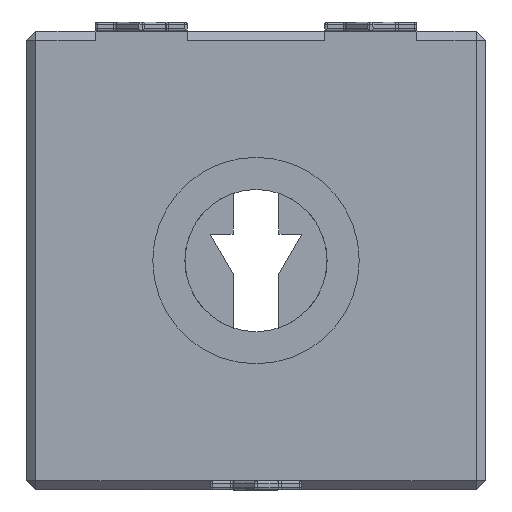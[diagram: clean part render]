
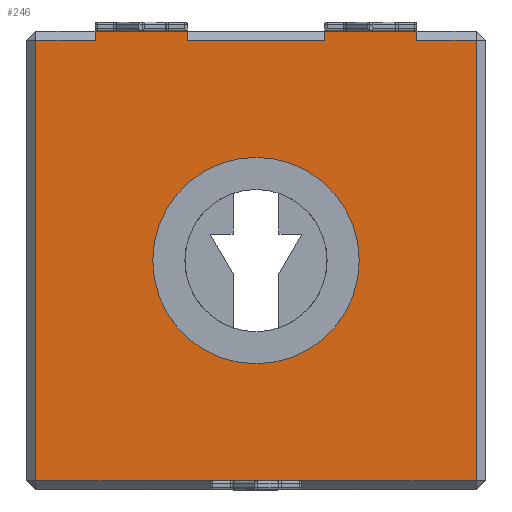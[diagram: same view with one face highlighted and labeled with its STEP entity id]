
A CAD part, front view. The second image highlights one B-rep face of the part: STEP entity #246.
In plain terms, the highlighted planar face has unit normal (0, -1, 0).
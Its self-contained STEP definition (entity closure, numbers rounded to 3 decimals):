
#21 = LINE ( 'NONE', #13635, #2750 ) ;
#36 = DIRECTION ( 'NONE',  ( -1., 0., 0. ) ) ;
#87 = DIRECTION ( 'NONE',  ( 0., 0., -1. ) ) ;
#205 = VECTOR ( 'NONE', #9447, 1000. ) ;
#246 = ADVANCED_FACE ( 'NONE', ( #11859, #3189 ), #10807, .T. ) ;
#570 = LINE ( 'NONE', #10121, #12013 ) ;
#665 = VERTEX_POINT ( 'NONE', #7224 ) ;
#793 = VERTEX_POINT ( 'NONE', #11838 ) ;
#838 = CARTESIAN_POINT ( 'NONE',  ( 1.5, -2., 4.8 ) ) ;
#954 = DIRECTION ( 'NONE',  ( 0., 1., 0. ) ) ;
#995 = VERTEX_POINT ( 'NONE', #2478 ) ;
#1274 = EDGE_CURVE ( 'NONE', #1714, #995, #9414, .T. ) ;
#1279 = VERTEX_POINT ( 'NONE', #3095 ) ;
#1291 = EDGE_CURVE ( 'NONE', #5015, #2282, #4140, .T. ) ;
#1392 = ORIENTED_EDGE ( 'NONE', *, *, #9740, .T. ) ;
#1434 = VECTOR ( 'NONE', #1517, 1000. ) ;
#1517 = DIRECTION ( 'NONE',  ( 1., 0., 0. ) ) ;
#1553 = CARTESIAN_POINT ( 'NONE',  ( 4.8, -2., -4.8 ) ) ;
#1585 = EDGE_CURVE ( 'NONE', #11219, #9767, #9999, .T. ) ;
#1604 = VERTEX_POINT ( 'NONE', #13375 ) ;
#1625 = EDGE_LOOP ( 'NONE', ( #6608, #2112, #2798, #7112, #6063, #12093, #4296, #5973, #8840, #8666, #10379, #3731, #5177, #9139, #1392, #8005 ) ) ;
#1714 = VERTEX_POINT ( 'NONE', #6617 ) ;
#1734 = CARTESIAN_POINT ( 'NONE',  ( -3.5, -2., 4.8 ) ) ;
#1798 = DIRECTION ( 'NONE',  ( 0., 0., -1. ) ) ;
#1810 = CARTESIAN_POINT ( 'NONE',  ( 0., -2., -2.25 ) ) ;
#1813 = EDGE_CURVE ( 'NONE', #7381, #5015, #570, .T. ) ;
#1884 = VECTOR ( 'NONE', #87, 1000. ) ;
#2112 = ORIENTED_EDGE ( 'NONE', *, *, #10321, .F. ) ;
#2198 = VERTEX_POINT ( 'NONE', #6660 ) ;
#2254 = DIRECTION ( 'NONE',  ( 0., 0., 1. ) ) ;
#2282 = VERTEX_POINT ( 'NONE', #3752 ) ;
#2387 = CARTESIAN_POINT ( 'NONE',  ( 0., -2., -4.8 ) ) ;
#2431 = EDGE_CURVE ( 'NONE', #7381, #9405, #10697, .T. ) ;
#2432 = LINE ( 'NONE', #6614, #1884 ) ;
#2478 = CARTESIAN_POINT ( 'NONE',  ( 3.5, -2., 4.8 ) ) ;
#2750 = VECTOR ( 'NONE', #4219, 1000. ) ;
#2798 = ORIENTED_EDGE ( 'NONE', *, *, #13451, .T. ) ;
#3029 = CARTESIAN_POINT ( 'NONE',  ( 0., -2., 4.8 ) ) ;
#3092 = VECTOR ( 'NONE', #8470, 1000. ) ;
#3095 = CARTESIAN_POINT ( 'NONE',  ( 0.95, -2., -4.8 ) ) ;
#3189 = FACE_OUTER_BOUND ( 'NONE', #1625, .T. ) ;
#3198 = EDGE_CURVE ( 'NONE', #1279, #9515, #21, .T. ) ;
#3263 = DIRECTION ( 'NONE',  ( 1., 0., 0. ) ) ;
#3538 = DIRECTION ( 'NONE',  ( 0., 0., 1. ) ) ;
#3659 = ORIENTED_EDGE ( 'NONE', *, *, #10290, .T. ) ;
#3731 = ORIENTED_EDGE ( 'NONE', *, *, #12080, .T. ) ;
#3752 = CARTESIAN_POINT ( 'NONE',  ( -4.8, -2., 4.8 ) ) ;
#3912 = DIRECTION ( 'NONE',  ( -1., 0., 0. ) ) ;
#3938 = LINE ( 'NONE', #5552, #5180 ) ;
#4064 = CARTESIAN_POINT ( 'NONE',  ( -4.8, -2., 0. ) ) ;
#4140 = LINE ( 'NONE', #11476, #10200 ) ;
#4219 = DIRECTION ( 'NONE',  ( 1., 0., 0. ) ) ;
#4243 = CARTESIAN_POINT ( 'NONE',  ( 1.5, -2., 5.2 ) ) ;
#4296 = ORIENTED_EDGE ( 'NONE', *, *, #13430, .T. ) ;
#4298 = CARTESIAN_POINT ( 'NONE',  ( 0., -2., 0. ) ) ;
#4463 = CARTESIAN_POINT ( 'NONE',  ( -3.5, -2., 5.05 ) ) ;
#4505 = CARTESIAN_POINT ( 'NONE',  ( 0., -2., 5. ) ) ;
#4518 = CARTESIAN_POINT ( 'NONE',  ( 4.8, -2., 0. ) ) ;
#5005 = DIRECTION ( 'NONE',  ( -1., 0., 0. ) ) ;
#5015 = VERTEX_POINT ( 'NONE', #1734 ) ;
#5177 = ORIENTED_EDGE ( 'NONE', *, *, #6867, .T. ) ;
#5180 = VECTOR ( 'NONE', #11323, 1000. ) ;
#5268 = VECTOR ( 'NONE', #12992, 1000. ) ;
#5283 = VERTEX_POINT ( 'NONE', #10087 ) ;
#5458 = DIRECTION ( 'NONE',  ( -1., 0., 0. ) ) ;
#5552 = CARTESIAN_POINT ( 'NONE',  ( 0., -2., 4.8 ) ) ;
#5658 = DIRECTION ( 'NONE',  ( 1., 0., 0. ) ) ;
#5973 = ORIENTED_EDGE ( 'NONE', *, *, #2431, .F. ) ;
#6063 = ORIENTED_EDGE ( 'NONE', *, *, #12835, .T. ) ;
#6534 = EDGE_LOOP ( 'NONE', ( #3659, #12487 ) ) ;
#6608 = ORIENTED_EDGE ( 'NONE', *, *, #12343, .F. ) ;
#6614 = CARTESIAN_POINT ( 'NONE',  ( 3.5, -2., 5.2 ) ) ;
#6617 = CARTESIAN_POINT ( 'NONE',  ( 4.8, -2., 4.8 ) ) ;
#6636 = CARTESIAN_POINT ( 'NONE',  ( 0., -2., 0. ) ) ;
#6655 = VERTEX_POINT ( 'NONE', #838 ) ;
#6660 = CARTESIAN_POINT ( 'NONE',  ( 1.5, -2., 5. ) ) ;
#6718 = VECTOR ( 'NONE', #3263, 1000. ) ;
#6867 = EDGE_CURVE ( 'NONE', #665, #1279, #13215, .T. ) ;
#7112 = ORIENTED_EDGE ( 'NONE', *, *, #7268, .T. ) ;
#7224 = CARTESIAN_POINT ( 'NONE',  ( -0.95, -2., -4.8 ) ) ;
#7268 = EDGE_CURVE ( 'NONE', #2198, #6655, #11671, .T. ) ;
#7381 = VERTEX_POINT ( 'NONE', #4463 ) ;
#7454 = LINE ( 'NONE', #4505, #12243 ) ;
#7624 = CARTESIAN_POINT ( 'NONE',  ( 3.45, -2., 5.05 ) ) ;
#7864 = CARTESIAN_POINT ( 'NONE',  ( 0., -2., -4.8 ) ) ;
#7925 = EDGE_CURVE ( 'NONE', #2282, #9581, #12550, .T. ) ;
#7971 = VECTOR ( 'NONE', #5005, 1000. ) ;
#7993 = VECTOR ( 'NONE', #1798, 1000. ) ;
#8005 = ORIENTED_EDGE ( 'NONE', *, *, #1274, .T. ) ;
#8265 = CARTESIAN_POINT ( 'NONE',  ( -4.8, -2., -4.8 ) ) ;
#8423 = AXIS2_PLACEMENT_3D ( 'NONE', #11609, #954, #2254 ) ;
#8438 = CARTESIAN_POINT ( 'NONE',  ( -1.5, -2., 5. ) ) ;
#8470 = DIRECTION ( 'NONE',  ( 0., 0., -1. ) ) ;
#8666 = ORIENTED_EDGE ( 'NONE', *, *, #1291, .T. ) ;
#8717 = AXIS2_PLACEMENT_3D ( 'NONE', #11943, #10772, #5458 ) ;
#8739 = DIRECTION ( 'NONE',  ( 0., 0., -1. ) ) ;
#8831 = DIRECTION ( 'NONE',  ( 0., -1., 0. ) ) ;
#8840 = ORIENTED_EDGE ( 'NONE', *, *, #1813, .T. ) ;
#9032 = CARTESIAN_POINT ( 'NONE',  ( -1.5, -2., 5.2 ) ) ;
#9117 = VECTOR ( 'NONE', #12616, 1000. ) ;
#9139 = ORIENTED_EDGE ( 'NONE', *, *, #3198, .T. ) ;
#9249 = LINE ( 'NONE', #10394, #205 ) ;
#9405 = VERTEX_POINT ( 'NONE', #10781 ) ;
#9414 = LINE ( 'NONE', #3029, #7971 ) ;
#9447 = DIRECTION ( 'NONE',  ( -1., 0., 0. ) ) ;
#9515 = VERTEX_POINT ( 'NONE', #1553 ) ;
#9581 = VERTEX_POINT ( 'NONE', #8265 ) ;
#9595 = CARTESIAN_POINT ( 'NONE',  ( -1.5, -2., 4.8 ) ) ;
#9740 = EDGE_CURVE ( 'NONE', #9515, #1714, #10882, .T. ) ;
#9767 = VERTEX_POINT ( 'NONE', #9595 ) ;
#9788 = EDGE_CURVE ( 'NONE', #11970, #5283, #13084, .T. ) ;
#9878 = DIRECTION ( 'NONE',  ( 0., 1., 0. ) ) ;
#9999 = LINE ( 'NONE', #9032, #7993 ) ;
#10087 = CARTESIAN_POINT ( 'NONE',  ( 0., -2., 2.25 ) ) ;
#10121 = CARTESIAN_POINT ( 'NONE',  ( -3.5, -2., 5.2 ) ) ;
#10200 = VECTOR ( 'NONE', #3912, 1000. ) ;
#10290 = EDGE_CURVE ( 'NONE', #5283, #11970, #10855, .T. ) ;
#10321 = EDGE_CURVE ( 'NONE', #1604, #793, #13288, .T. ) ;
#10379 = ORIENTED_EDGE ( 'NONE', *, *, #7925, .T. ) ;
#10394 = CARTESIAN_POINT ( 'NONE',  ( 0., -2., 5. ) ) ;
#10697 = CIRCLE ( 'NONE', #8717, 0.05 ) ;
#10772 = DIRECTION ( 'NONE',  ( 0., -1., 0. ) ) ;
#10781 = CARTESIAN_POINT ( 'NONE',  ( -3.45, -2., 5. ) ) ;
#10807 = PLANE ( 'NONE',  #12404 ) ;
#10855 = CIRCLE ( 'NONE', #8423, 2.25 ) ;
#10878 = LINE ( 'NONE', #2387, #6718 ) ;
#10882 = LINE ( 'NONE', #4518, #5268 ) ;
#11002 = DIRECTION ( 'NONE',  ( 0., 0., -1. ) ) ;
#11219 = VERTEX_POINT ( 'NONE', #8438 ) ;
#11323 = DIRECTION ( 'NONE',  ( -1., 0., 0. ) ) ;
#11476 = CARTESIAN_POINT ( 'NONE',  ( 0., -2., 4.8 ) ) ;
#11510 = AXIS2_PLACEMENT_3D ( 'NONE', #6636, #9878, #3538 ) ;
#11609 = CARTESIAN_POINT ( 'NONE',  ( 0., -2., 0. ) ) ;
#11671 = LINE ( 'NONE', #4243, #3092 ) ;
#11741 = AXIS2_PLACEMENT_3D ( 'NONE', #7624, #8831, #5658 ) ;
#11838 = CARTESIAN_POINT ( 'NONE',  ( 3.5, -2., 5.05 ) ) ;
#11859 = FACE_BOUND ( 'NONE', #6534, .T. ) ;
#11943 = CARTESIAN_POINT ( 'NONE',  ( -3.45, -2., 5.05 ) ) ;
#11970 = VERTEX_POINT ( 'NONE', #1810 ) ;
#12013 = VECTOR ( 'NONE', #11002, 1000. ) ;
#12080 = EDGE_CURVE ( 'NONE', #9581, #665, #10878, .T. ) ;
#12093 = ORIENTED_EDGE ( 'NONE', *, *, #1585, .F. ) ;
#12243 = VECTOR ( 'NONE', #36, 1000. ) ;
#12343 = EDGE_CURVE ( 'NONE', #793, #995, #2432, .T. ) ;
#12404 = AXIS2_PLACEMENT_3D ( 'NONE', #4298, #12773, #8739 ) ;
#12487 = ORIENTED_EDGE ( 'NONE', *, *, #9788, .T. ) ;
#12550 = LINE ( 'NONE', #4064, #9117 ) ;
#12616 = DIRECTION ( 'NONE',  ( 0., 0., -1. ) ) ;
#12773 = DIRECTION ( 'NONE',  ( 0., -1., 0. ) ) ;
#12835 = EDGE_CURVE ( 'NONE', #6655, #9767, #3938, .T. ) ;
#12992 = DIRECTION ( 'NONE',  ( 0., 0., 1. ) ) ;
#13084 = CIRCLE ( 'NONE', #11510, 2.25 ) ;
#13215 = LINE ( 'NONE', #7864, #1434 ) ;
#13288 = CIRCLE ( 'NONE', #11741, 0.05 ) ;
#13375 = CARTESIAN_POINT ( 'NONE',  ( 3.45, -2., 5. ) ) ;
#13430 = EDGE_CURVE ( 'NONE', #11219, #9405, #9249, .T. ) ;
#13451 = EDGE_CURVE ( 'NONE', #1604, #2198, #7454, .T. ) ;
#13635 = CARTESIAN_POINT ( 'NONE',  ( 0., -2., -4.8 ) ) ;
